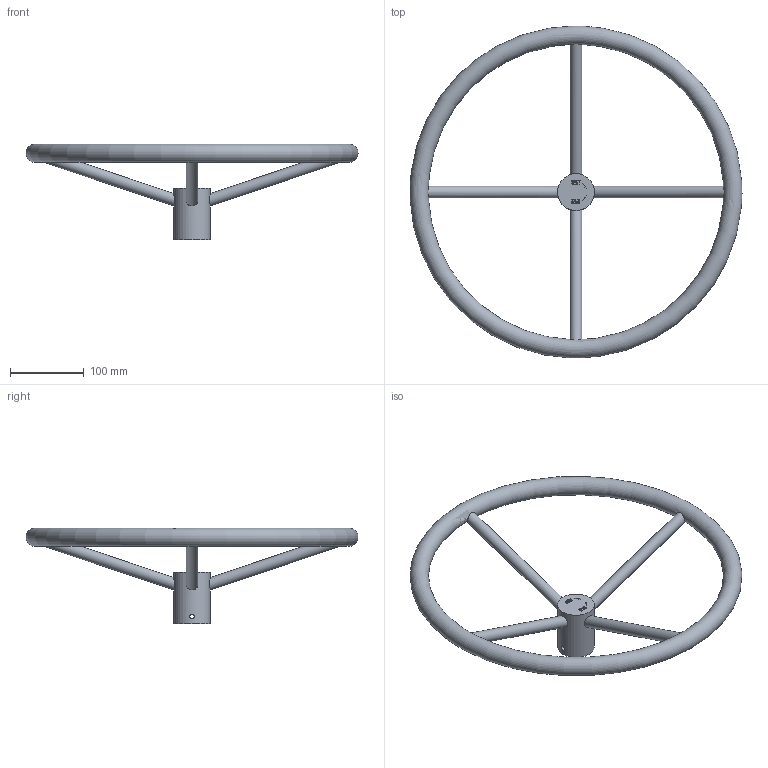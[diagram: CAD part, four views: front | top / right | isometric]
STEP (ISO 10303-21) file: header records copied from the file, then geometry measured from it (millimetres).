
FILE_DESCRIPTION( ( 'Unknown' ), '1' );
FILE_NAME( 'SG450-20.stp', 'Unknown', ( 'Unknown' ), ( 'Unknown' ), 'PSStep 11.0', 'Unknown', ' ' );
FILE_SCHEMA( ( 'AUTOMOTIVE_DESIGN { 1 0 10303 214 1 1 1 1 }' ) );
Length unit declared in the file: millimetre
Products named in the file (1): 1
Bounding box: 449.92 x 449.92 x 130 mm (x, y, z)
Volume: 460612.1 mm3; surface area: 248706.3 mm2
Topology: 1 solids, 2 shells, 102 faces, 270 edges, 180 vertices
Faces by surface type: plane 76, cylinder 12, extrusion 11, torus 2, cone 1
Full cylindrical faces by diameter (mm): 6 x2, 16 x4, 20 x1, 50 x1
Entity records: 5226 total; most frequent: CARTESIAN_POINT 2122, ORIENTED_EDGE 490, DIRECTION 366, EDGE_CURVE 245, VERTEX_POINT 171, VECTOR 158, LINE 147, EDGE_LOOP 135
